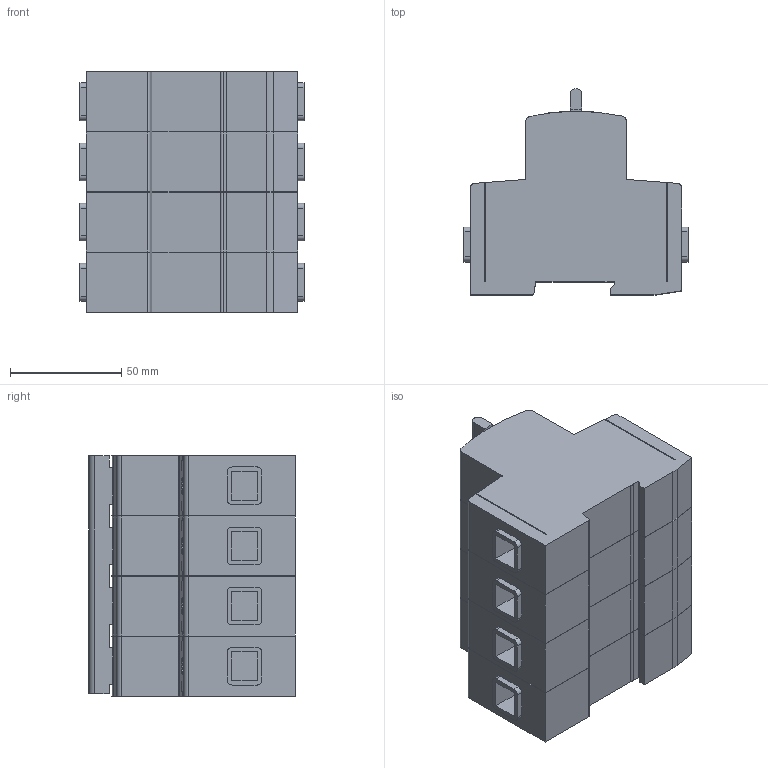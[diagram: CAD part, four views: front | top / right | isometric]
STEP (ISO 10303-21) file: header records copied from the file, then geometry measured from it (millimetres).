
FILE_DESCRIPTION (( 'STEP AP214' ), '1' );
FILE_NAME ('S804-Kontur.STEP', '2013-08-20T11:48:14', ( '' ), ( '' ), 'SwSTEP 2.0', 'SolidWorks 2013', '' );
FILE_SCHEMA (( 'AUTOMOTIVE_DESIGN' ));
Length unit declared in the file: millimetre
Products named in the file (1): S804-Kontur
Bounding box: 100.6 x 92.65 x 108 mm (x, y, z)
Volume: 629622.8 mm3; surface area: 128103.3 mm2
Topology: 1 solids, 1 shells, 414 faces, 1176 edges, 784 vertices
Faces by surface type: plane 288, cylinder 126
Entity records: 13438 total; most frequent: CARTESIAN_POINT 2471, ORIENTED_EDGE 2352, DIRECTION 2202, EDGE_CURVE 1176, VECTOR 916, LINE 916, VERTEX_POINT 784, AXIS2_PLACEMENT_3D 643
